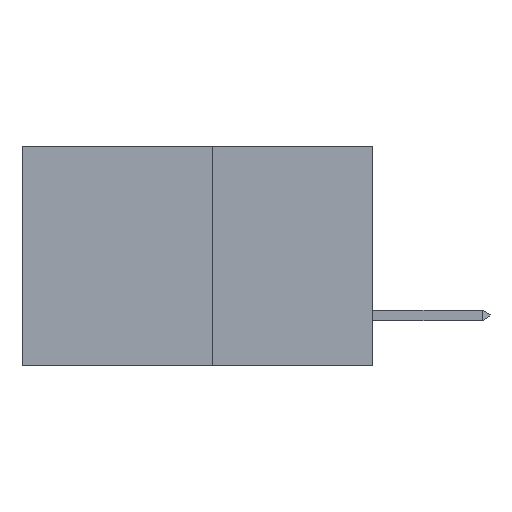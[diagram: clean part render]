
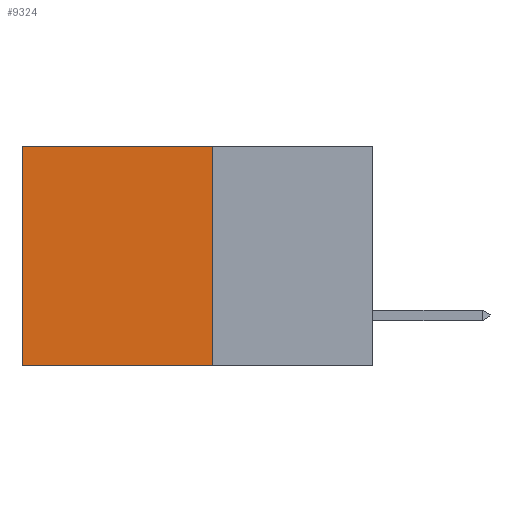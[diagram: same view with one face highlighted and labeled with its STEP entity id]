
A CAD part, left-side view. The second image highlights one B-rep face of the part: STEP entity #9324.
In plain terms, the highlighted planar face has unit normal (-1, 0, 0).
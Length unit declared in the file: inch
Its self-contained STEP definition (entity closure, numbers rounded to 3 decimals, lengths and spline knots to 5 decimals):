
#409 = EDGE_CURVE ( 'NONE', #4298, #13548, #2337, .T. ) ;
#721 = PLANE ( 'NONE',  #13435 ) ;
#983 = EDGE_LOOP ( 'NONE', ( #13108, #11014, #4293, #2803 ) ) ;
#1090 = FACE_OUTER_BOUND ( 'NONE', #983, .T. ) ;
#1814 = CARTESIAN_POINT ( 'NONE',  ( 0.277, 0.27, -0.37 ) ) ;
#2102 = VECTOR ( 'NONE', #8971, 39.37008 ) ;
#2262 = EDGE_CURVE ( 'NONE', #8369, #10693, #5147, .T. ) ;
#2337 = LINE ( 'NONE', #5002, #7608 ) ;
#2607 = VECTOR ( 'NONE', #2843, 39.37008 ) ;
#2803 = ORIENTED_EDGE ( 'NONE', *, *, #2262, .T. ) ;
#2843 = DIRECTION ( 'NONE',  ( 0., 0., -1. ) ) ;
#2881 = EDGE_CURVE ( 'NONE', #8369, #4298, #5984, .T. ) ;
#2921 = DIRECTION ( 'NONE',  ( 1., 0., 0. ) ) ;
#3942 = CARTESIAN_POINT ( 'NONE',  ( 0.277, 0.59, -0.37 ) ) ;
#4293 = ORIENTED_EDGE ( 'NONE', *, *, #2881, .F. ) ;
#4298 = VERTEX_POINT ( 'NONE', #8085 ) ;
#4528 = CARTESIAN_POINT ( 'NONE',  ( 0.277, 0.27, -0.37 ) ) ;
#5002 = CARTESIAN_POINT ( 'NONE',  ( 0.277, 0.27, -0.37 ) ) ;
#5147 = LINE ( 'NONE', #8498, #2102 ) ;
#5984 = LINE ( 'NONE', #4528, #2607 ) ;
#6411 = CARTESIAN_POINT ( 'NONE',  ( 0.277, 0.59, 0. ) ) ;
#7608 = VECTOR ( 'NONE', #11462, 39.37008 ) ;
#8085 = CARTESIAN_POINT ( 'NONE',  ( 0.277, 0.27, -0.37 ) ) ;
#8369 = VERTEX_POINT ( 'NONE', #10139 ) ;
#8498 = CARTESIAN_POINT ( 'NONE',  ( 0.277, 0.27, 0. ) ) ;
#8589 = EDGE_CURVE ( 'NONE', #10693, #13548, #13619, .T. ) ;
#8971 = DIRECTION ( 'NONE',  ( 0., 1., 0. ) ) ;
#9324 = ADVANCED_FACE ( 'NONE', ( #1090 ), #721, .F. ) ;
#10139 = CARTESIAN_POINT ( 'NONE',  ( 0.277, 0.27, 0. ) ) ;
#10488 = VECTOR ( 'NONE', #10512, 39.37008 ) ;
#10504 = CARTESIAN_POINT ( 'NONE',  ( 0.277, 0.59, -0.37 ) ) ;
#10512 = DIRECTION ( 'NONE',  ( 0., 0., -1. ) ) ;
#10682 = DIRECTION ( 'NONE',  ( 0., 0., -1. ) ) ;
#10693 = VERTEX_POINT ( 'NONE', #6411 ) ;
#11014 = ORIENTED_EDGE ( 'NONE', *, *, #409, .F. ) ;
#11462 = DIRECTION ( 'NONE',  ( 0., 1., 0. ) ) ;
#13108 = ORIENTED_EDGE ( 'NONE', *, *, #8589, .T. ) ;
#13435 = AXIS2_PLACEMENT_3D ( 'NONE', #1814, #2921, #10682 ) ;
#13548 = VERTEX_POINT ( 'NONE', #10504 ) ;
#13619 = LINE ( 'NONE', #3942, #10488 ) ;
